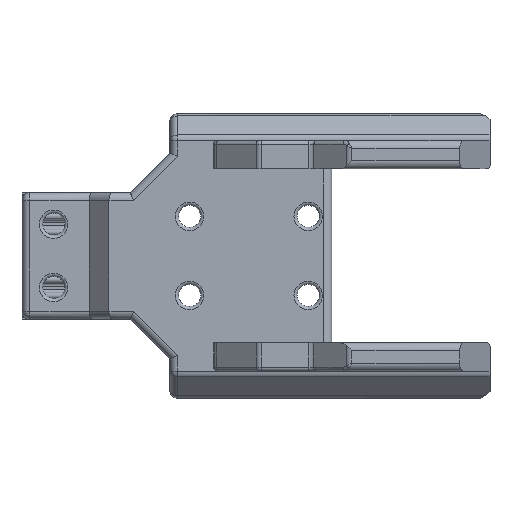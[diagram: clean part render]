
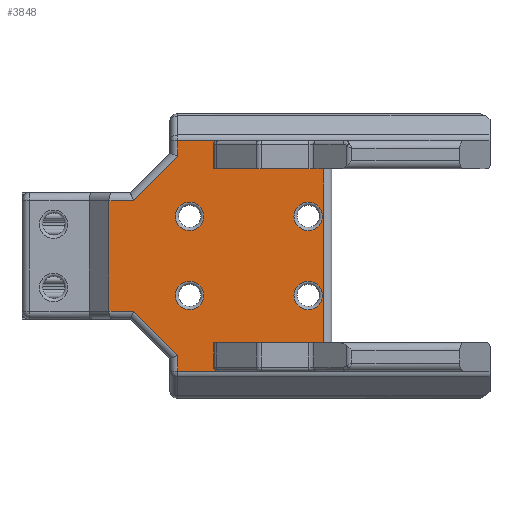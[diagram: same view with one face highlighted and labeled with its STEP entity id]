
A CAD part, top view. The second image highlights one B-rep face of the part: STEP entity #3848.
In plain terms, the highlighted planar face has unit normal (0, 0, 1).
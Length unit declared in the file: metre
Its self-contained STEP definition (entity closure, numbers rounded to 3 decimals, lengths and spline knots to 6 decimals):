
#229=B_SPLINE_CURVE_WITH_KNOTS('',3,(#6092,#6093,#6094,#6095,#6096),
 .UNSPECIFIED.,.F.,.F.,(4,1,4),(0.,0.000407,0.000814),
 .UNSPECIFIED.);
#230=B_SPLINE_CURVE_WITH_KNOTS('',3,(#6114,#6115,#6116,#6117,#6118),
 .UNSPECIFIED.,.F.,.F.,(4,1,4),(0.,0.000406,0.000812),
 .UNSPECIFIED.);
#271=CIRCLE('',#4128,0.0018);
#272=CIRCLE('',#4129,0.0018);
#273=CIRCLE('',#4130,0.0018);
#274=CIRCLE('',#4131,0.0018);
#549=ORIENTED_EDGE('',*,*,#1675,.T.);
#550=ORIENTED_EDGE('',*,*,#1711,.T.);
#551=ORIENTED_EDGE('',*,*,#1666,.F.);
#552=ORIENTED_EDGE('',*,*,#1712,.T.);
#553=ORIENTED_EDGE('',*,*,#1713,.T.);
#554=ORIENTED_EDGE('',*,*,#1714,.T.);
#555=ORIENTED_EDGE('',*,*,#1715,.T.);
#556=ORIENTED_EDGE('',*,*,#1716,.T.);
#557=ORIENTED_EDGE('',*,*,#1717,.T.);
#558=ORIENTED_EDGE('',*,*,#1718,.T.);
#559=ORIENTED_EDGE('',*,*,#1719,.T.);
#560=ORIENTED_EDGE('',*,*,#1720,.T.);
#561=ORIENTED_EDGE('',*,*,#1721,.T.);
#562=ORIENTED_EDGE('',*,*,#1722,.T.);
#563=ORIENTED_EDGE('',*,*,#1723,.T.);
#564=ORIENTED_EDGE('',*,*,#1724,.T.);
#565=ORIENTED_EDGE('',*,*,#1725,.T.);
#566=ORIENTED_EDGE('',*,*,#1726,.T.);
#567=ORIENTED_EDGE('',*,*,#1727,.T.);
#568=ORIENTED_EDGE('',*,*,#1728,.T.);
#1666=EDGE_CURVE('',#2248,#2249,#2601,.T.);
#1675=EDGE_CURVE('',#2258,#2257,#2607,.T.);
#1711=EDGE_CURVE('',#2257,#2249,#2633,.T.);
#1712=EDGE_CURVE('',#2248,#2289,#2634,.T.);
#1713=EDGE_CURVE('',#2289,#2223,#229,.T.);
#1714=EDGE_CURVE('',#2223,#2290,#2635,.T.);
#1715=EDGE_CURVE('',#2290,#2291,#2636,.F.);
#1716=EDGE_CURVE('',#2291,#2292,#2637,.F.);
#1717=EDGE_CURVE('',#2292,#2293,#2638,.F.);
#1718=EDGE_CURVE('',#2293,#2294,#2639,.T.);
#1719=EDGE_CURVE('',#2294,#2295,#2640,.T.);
#1720=EDGE_CURVE('',#2295,#2296,#2641,.T.);
#1721=EDGE_CURVE('',#2296,#2297,#2642,.F.);
#1722=EDGE_CURVE('',#2297,#2272,#2643,.F.);
#1723=EDGE_CURVE('',#2272,#2298,#230,.T.);
#1724=EDGE_CURVE('',#2298,#2258,#2644,.T.);
#1725=EDGE_CURVE('',#2299,#2299,#271,.F.);
#1726=EDGE_CURVE('',#2300,#2300,#272,.F.);
#1727=EDGE_CURVE('',#2301,#2301,#273,.F.);
#1728=EDGE_CURVE('',#2302,#2302,#274,.F.);
#2223=VERTEX_POINT('',#5944);
#2248=VERTEX_POINT('',#5996);
#2249=VERTEX_POINT('',#5998);
#2257=VERTEX_POINT('',#6015);
#2258=VERTEX_POINT('',#6017);
#2272=VERTEX_POINT('',#6047);
#2289=VERTEX_POINT('',#6091);
#2290=VERTEX_POINT('',#6098);
#2291=VERTEX_POINT('',#6100);
#2292=VERTEX_POINT('',#6102);
#2293=VERTEX_POINT('',#6104);
#2294=VERTEX_POINT('',#6106);
#2295=VERTEX_POINT('',#6108);
#2296=VERTEX_POINT('',#6110);
#2297=VERTEX_POINT('',#6112);
#2298=VERTEX_POINT('',#6119);
#2299=VERTEX_POINT('',#6122);
#2300=VERTEX_POINT('',#6124);
#2301=VERTEX_POINT('',#6126);
#2302=VERTEX_POINT('',#6128);
#2601=LINE('',#5997,#2925);
#2607=LINE('',#6016,#2931);
#2633=LINE('',#6089,#2957);
#2634=LINE('',#6090,#2958);
#2635=LINE('',#6097,#2959);
#2636=LINE('',#6099,#2960);
#2637=LINE('',#6101,#2961);
#2638=LINE('',#6103,#2962);
#2639=LINE('',#6105,#2963);
#2640=LINE('',#6107,#2964);
#2641=LINE('',#6109,#2965);
#2642=LINE('',#6111,#2966);
#2643=LINE('',#6113,#2967);
#2644=LINE('',#6120,#2968);
#2925=VECTOR('',#4655,1.);
#2931=VECTOR('',#4669,1.);
#2957=VECTOR('',#4727,1.);
#2958=VECTOR('',#4728,1.);
#2959=VECTOR('',#4729,1.);
#2960=VECTOR('',#4730,1.);
#2961=VECTOR('',#4731,1.);
#2962=VECTOR('',#4732,1.);
#2963=VECTOR('',#4733,1.);
#2964=VECTOR('',#4734,1.);
#2965=VECTOR('',#4735,1.);
#2966=VECTOR('',#4736,1.);
#2967=VECTOR('',#4737,1.);
#2968=VECTOR('',#4738,1.);
#3219=EDGE_LOOP('',(#549,#550,#551,#552,#553,#554,#555,#556,#557,#558,#559,
#560,#561,#562,#563,#564));
#3220=EDGE_LOOP('',(#565));
#3221=EDGE_LOOP('',(#566));
#3222=EDGE_LOOP('',(#567));
#3223=EDGE_LOOP('',(#568));
#3499=FACE_BOUND('',#3219,.T.);
#3500=FACE_BOUND('',#3220,.T.);
#3501=FACE_BOUND('',#3221,.T.);
#3502=FACE_BOUND('',#3222,.T.);
#3503=FACE_BOUND('',#3223,.T.);
#3771=PLANE('',#4127);
#3848=ADVANCED_FACE('',(#3499,#3500,#3501,#3502,#3503),#3771,.T.);
#4127=AXIS2_PLACEMENT_3D('',#6088,#4725,#4726);
#4128=AXIS2_PLACEMENT_3D('',#6121,#4739,#4740);
#4129=AXIS2_PLACEMENT_3D('',#6123,#4741,#4742);
#4130=AXIS2_PLACEMENT_3D('',#6125,#4743,#4744);
#4131=AXIS2_PLACEMENT_3D('',#6127,#4745,#4746);
#4655=DIRECTION('',(1.,0.,0.));
#4669=DIRECTION('',(1.,0.,0.));
#4725=DIRECTION('',(0.,0.,1.));
#4726=DIRECTION('',(1.,0.,0.));
#4727=DIRECTION('',(0.,1.,0.));
#4728=DIRECTION('',(0.,1.,0.));
#4729=DIRECTION('',(-1.,0.,0.));
#4730=DIRECTION('',(0.,1.,0.));
#4731=DIRECTION('',(0.707,0.707,0.));
#4732=DIRECTION('',(1.,0.,0.));
#4733=DIRECTION('',(0.,-1.,0.));
#4734=DIRECTION('',(1.,0.,0.));
#4735=DIRECTION('',(0.707,-0.707,0.));
#4736=DIRECTION('',(0.,1.,0.));
#4737=DIRECTION('',(-1.,0.,0.));
#4738=DIRECTION('',(0.,1.,0.));
#4739=DIRECTION('',(0.,0.,1.));
#4740=DIRECTION('',(1.,0.,0.));
#4741=DIRECTION('',(0.,0.,1.));
#4742=DIRECTION('',(1.,0.,0.));
#4743=DIRECTION('',(0.,0.,1.));
#4744=DIRECTION('',(1.,0.,0.));
#4745=DIRECTION('',(0.,0.,1.));
#4746=DIRECTION('',(1.,0.,0.));
#5944=CARTESIAN_POINT('',(-0.030784,0.060224,0.011));
#5996=CARTESIAN_POINT('',(-0.031321,0.056638,0.011));
#5997=CARTESIAN_POINT('',(-0.031355,0.056638,0.011));
#5998=CARTESIAN_POINT('',(-0.017355,0.056638,0.011));
#6015=CARTESIAN_POINT('',(-0.017355,0.034638,0.011));
#6016=CARTESIAN_POINT('',(-0.031355,0.034638,0.011));
#6017=CARTESIAN_POINT('',(-0.031321,0.034638,0.011));
#6047=CARTESIAN_POINT('',(-0.030784,0.031052,0.011));
#6088=CARTESIAN_POINT('',(-0.036855,0.045638,0.011));
#6089=CARTESIAN_POINT('',(-0.017355,0.045638,0.011));
#6090=CARTESIAN_POINT('',(-0.031321,0.058431,0.011));
#6091=CARTESIAN_POINT('',(-0.031321,0.059724,0.011));
#6092=CARTESIAN_POINT('',(-0.031321,0.059724,0.011));
#6093=CARTESIAN_POINT('',(-0.031321,0.059861,0.011));
#6094=CARTESIAN_POINT('',(-0.031197,0.06013,0.011));
#6095=CARTESIAN_POINT('',(-0.030921,0.060224,0.011));
#6096=CARTESIAN_POINT('',(-0.030784,0.060224,0.011));
#6097=CARTESIAN_POINT('',(-0.036855,0.060224,0.011));
#6098=CARTESIAN_POINT('',(-0.035855,0.060224,0.011));
#6099=CARTESIAN_POINT('',(-0.035855,0.045638,0.011));
#6100=CARTESIAN_POINT('',(-0.035855,0.058224,0.011));
#6101=CARTESIAN_POINT('',(-0.041148,0.052931,0.011));
#6102=CARTESIAN_POINT('',(-0.041441,0.052638,0.011));
#6103=CARTESIAN_POINT('',(-0.036855,0.052638,0.011));
#6104=CARTESIAN_POINT('',(-0.044555,0.052638,0.011));
#6105=CARTESIAN_POINT('',(-0.044555,0.037638,0.011));
#6106=CARTESIAN_POINT('',(-0.044555,0.038638,0.011));
#6107=CARTESIAN_POINT('',(-0.041855,0.038638,0.011));
#6108=CARTESIAN_POINT('',(-0.041441,0.038638,0.011));
#6109=CARTESIAN_POINT('',(-0.036148,0.033345,0.011));
#6110=CARTESIAN_POINT('',(-0.035855,0.033052,0.011));
#6111=CARTESIAN_POINT('',(-0.035855,0.045638,0.011));
#6112=CARTESIAN_POINT('',(-0.035855,0.031052,0.011));
#6113=CARTESIAN_POINT('',(-0.036855,0.031052,0.011));
#6114=CARTESIAN_POINT('',(-0.030784,0.031052,0.011));
#6115=CARTESIAN_POINT('',(-0.030921,0.031052,0.011));
#6116=CARTESIAN_POINT('',(-0.031196,0.031145,0.011));
#6117=CARTESIAN_POINT('',(-0.031321,0.031414,0.011));
#6118=CARTESIAN_POINT('',(-0.031321,0.031552,0.011));
#6119=CARTESIAN_POINT('',(-0.031321,0.031552,0.011));
#6120=CARTESIAN_POINT('',(-0.031321,0.032845,0.011));
#6121=CARTESIAN_POINT('',(-0.019355,0.040638,0.011));
#6122=CARTESIAN_POINT('',(-0.017555,0.040638,0.011));
#6123=CARTESIAN_POINT('',(-0.019355,0.050638,0.011));
#6124=CARTESIAN_POINT('',(-0.017555,0.050638,0.011));
#6125=CARTESIAN_POINT('',(-0.034355,0.050638,0.011));
#6126=CARTESIAN_POINT('',(-0.032555,0.050638,0.011));
#6127=CARTESIAN_POINT('',(-0.034355,0.040638,0.011));
#6128=CARTESIAN_POINT('',(-0.032555,0.040638,0.011));
